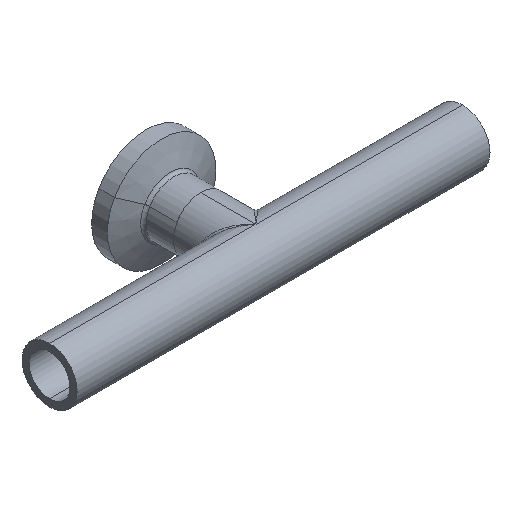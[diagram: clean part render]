
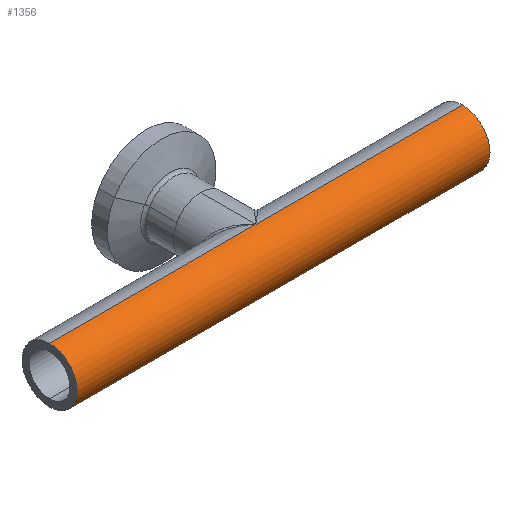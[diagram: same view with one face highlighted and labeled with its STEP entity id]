
A CAD part, isometric view. The second image highlights one B-rep face of the part: STEP entity #1356.
In plain terms, the highlighted cylindrical face has radius 6.35 mm (diameter 12.7 mm), a partial arc.
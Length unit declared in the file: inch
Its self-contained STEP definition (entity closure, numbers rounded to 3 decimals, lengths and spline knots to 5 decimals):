
#3 = VECTOR ( 'NONE', #809, 39.37008 ) ;
#21 = CARTESIAN_POINT ( 'NONE',  ( 1.87402, 0., -0.25 ) ) ;
#52 = VERTEX_POINT ( 'NONE', #1250 ) ;
#114 = DIRECTION ( 'NONE',  ( 1., 0., 0. ) ) ;
#124 = DIRECTION ( 'NONE',  ( -1., 0., 0. ) ) ;
#177 = VERTEX_POINT ( 'NONE', #440 ) ;
#319 = ORIENTED_EDGE ( 'NONE', *, *, #331, .T. ) ;
#331 = EDGE_CURVE ( 'NONE', #52, #1466, #1247, .T. ) ;
#361 = EDGE_CURVE ( 'NONE', #1466, #177, #1467, .T. ) ;
#362 = DIRECTION ( 'NONE',  ( -1., 0., 0. ) ) ;
#366 = LINE ( 'NONE', #21, #637 ) ;
#393 = CIRCLE ( 'NONE', #507, 0.25 ) ;
#437 = EDGE_CURVE ( 'NONE', #177, #1549, #393, .T. ) ;
#440 = CARTESIAN_POINT ( 'NONE',  ( -1.87402, 0., 0.25 ) ) ;
#507 = AXIS2_PLACEMENT_3D ( 'NONE', #824, #114, #713 ) ;
#537 = DIRECTION ( 'NONE',  ( 1., 0., 0. ) ) ;
#561 = CYLINDRICAL_SURFACE ( 'NONE', #1515, 0.25 ) ;
#572 = CARTESIAN_POINT ( 'NONE',  ( 1.87402, 0., 0.25 ) ) ;
#627 = VERTEX_POINT ( 'NONE', #1001 ) ;
#637 = VECTOR ( 'NONE', #124, 39.37008 ) ;
#713 = DIRECTION ( 'NONE',  ( 0., 0., -1. ) ) ;
#717 = ORIENTED_EDGE ( 'NONE', *, *, #771, .F. ) ;
#750 = AXIS2_PLACEMENT_3D ( 'NONE', #1025, #537, #928 ) ;
#771 = EDGE_CURVE ( 'NONE', #627, #924, #366, .T. ) ;
#809 = DIRECTION ( 'NONE',  ( -1., 0., 0. ) ) ;
#824 = CARTESIAN_POINT ( 'NONE',  ( -1.87402, 0., 0. ) ) ;
#836 = CIRCLE ( 'NONE', #750, 0.25 ) ;
#921 = ORIENTED_EDGE ( 'NONE', *, *, #437, .T. ) ;
#924 = VERTEX_POINT ( 'NONE', #1502 ) ;
#928 = DIRECTION ( 'NONE',  ( 0., 0., -1. ) ) ;
#953 = LINE ( 'NONE', #1072, #3 ) ;
#998 = CARTESIAN_POINT ( 'NONE',  ( -1.87402, 0., -0.25 ) ) ;
#1001 = CARTESIAN_POINT ( 'NONE',  ( 1.87402, 0., -0.25 ) ) ;
#1025 = CARTESIAN_POINT ( 'NONE',  ( 1.87402, 0., 0. ) ) ;
#1066 = FACE_OUTER_BOUND ( 'NONE', #1231, .T. ) ;
#1072 = CARTESIAN_POINT ( 'NONE',  ( 1.87402, 0., -0.25 ) ) ;
#1131 = ORIENTED_EDGE ( 'NONE', *, *, #1546, .F. ) ;
#1197 = VECTOR ( 'NONE', #1439, 39.37008 ) ;
#1206 = CARTESIAN_POINT ( 'NONE',  ( 1.87402, 0., 0.25 ) ) ;
#1231 = EDGE_LOOP ( 'NONE', ( #717, #1131, #319, #1529, #921, #1438 ) ) ;
#1241 = EDGE_CURVE ( 'NONE', #924, #1549, #953, .T. ) ;
#1247 = LINE ( 'NONE', #572, #1443 ) ;
#1248 = CARTESIAN_POINT ( 'NONE',  ( 0., 0., 0.25 ) ) ;
#1250 = CARTESIAN_POINT ( 'NONE',  ( 1.87402, 0., 0.25 ) ) ;
#1356 = ADVANCED_FACE ( 'NONE', ( #1066 ), #561, .T. ) ;
#1372 = DIRECTION ( 'NONE',  ( 0., 0., 1. ) ) ;
#1379 = DIRECTION ( 'NONE',  ( -1., 0., 0. ) ) ;
#1438 = ORIENTED_EDGE ( 'NONE', *, *, #1241, .F. ) ;
#1439 = DIRECTION ( 'NONE',  ( -1., 0., 0. ) ) ;
#1443 = VECTOR ( 'NONE', #362, 39.37008 ) ;
#1466 = VERTEX_POINT ( 'NONE', #1248 ) ;
#1467 = LINE ( 'NONE', #1206, #1197 ) ;
#1485 = CARTESIAN_POINT ( 'NONE',  ( 1.87402, 0., 0. ) ) ;
#1502 = CARTESIAN_POINT ( 'NONE',  ( 0., 0., -0.25 ) ) ;
#1515 = AXIS2_PLACEMENT_3D ( 'NONE', #1485, #1379, #1372 ) ;
#1529 = ORIENTED_EDGE ( 'NONE', *, *, #361, .T. ) ;
#1546 = EDGE_CURVE ( 'NONE', #52, #627, #836, .T. ) ;
#1549 = VERTEX_POINT ( 'NONE', #998 ) ;
